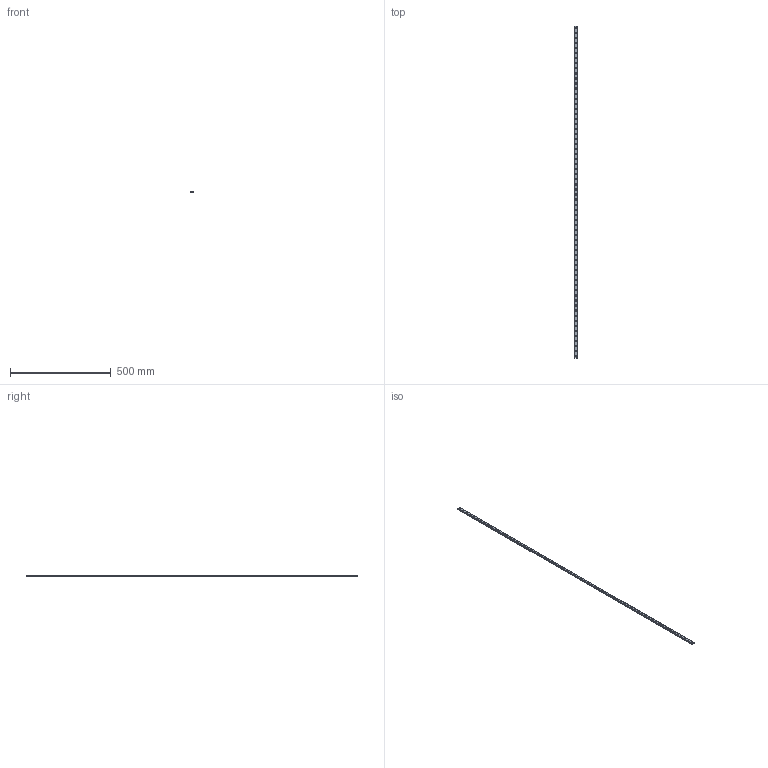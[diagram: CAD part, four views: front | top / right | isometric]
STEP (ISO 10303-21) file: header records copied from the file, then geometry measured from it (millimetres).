
FILE_DESCRIPTION(('STEP AP214'),'1');
FILE_NAME('cctmp_6FE1F11F-DCDD-4B3B-BF2C-63F346F4EA3A_2021_02_19_10_12_17_0503..stp','2021-02-19T09:12:17',('HIWIN GmbH'),('CADClick - www.CADClick.com'),'Spatial InterOp 3D',' ','unknown authorization');
FILE_SCHEMA(('AUTOMOTIVE_DESIGN'));
Length unit declared in the file: millimetre
Products named in the file (1): MGNR12R1645CM_FILE
Bounding box: 12 x 1645 x 8 mm (x, y, z)
Volume: 140859.5 mm3; surface area: 81830.7 mm2
Topology: 1 solids, 1 shells, 689 faces, 1455 edges, 970 vertices
Faces by surface type: cylinder 412, plane 277
Entity records: 24409 total; most frequent: DIRECTION 3659, CARTESIAN_POINT 3115, ORIENTED_EDGE 2910, AXIS2_PLACEMENT_3D 1514, EDGE_CURVE 1455, VERTEX_POINT 970, EDGE_LOOP 891, CIRCLE 824
